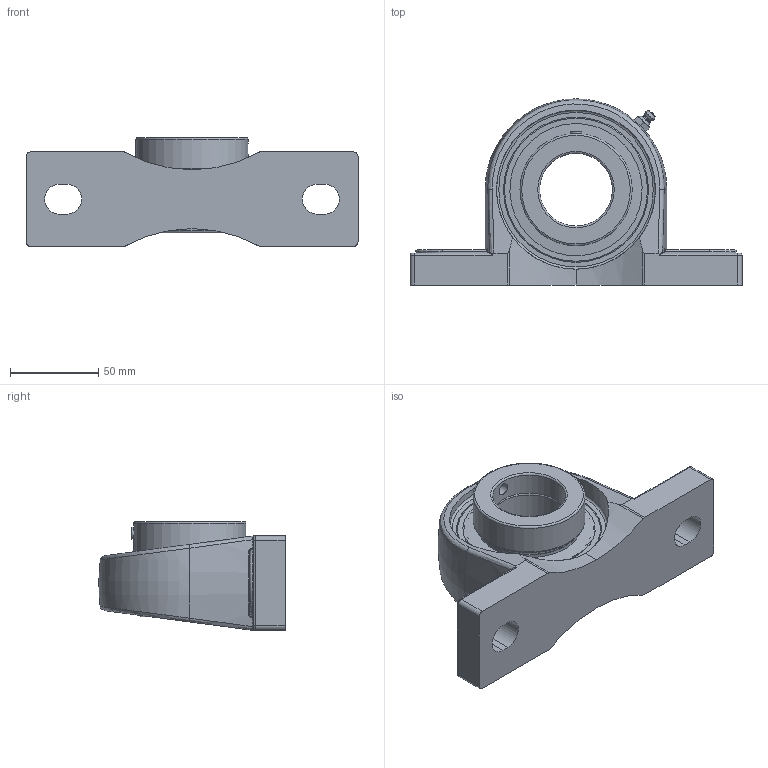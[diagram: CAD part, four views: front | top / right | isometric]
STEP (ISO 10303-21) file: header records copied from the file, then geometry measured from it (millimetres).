
FILE_DESCRIPTION(('HOOPS Exchange Step'),'2;1');
FILE_NAME('export-662BAD2D-0C64-42B8-8C4B-558C60C483B4.stp','2019-12-13T14:14:12-08:00',('ibuslach'),('Alibre'),'HOOPS Exchange 2019.2','Alibre','Unknown authorisation');
FILE_SCHEMA( ('AP242_MANAGED_MODEL_BASED_3D_ENGINEERING_MIM_LF {1 0 10303 442 1 1 4 }') );
Length unit declared in the file: centimetre
Products named in the file (8): UCP ZERK 6mm; MRN SP 209; SNC 209-26 RACES; SNC 209 SHIELD; SNC 209-26 COLLAR; SNC 207 SS; MRN SNC 209-26; MRN SNCP 209-26
Assembly tree (8 placements, depth 3):
  MRN SNCP 209-26
    UCP ZERK 6mm
    MRN SP 209
    MRN SNC 209-26
      SNC 209-26 RACES
      SNC 209 SHIELD  x2
      SNC 209-26 COLLAR
      SNC 207 SS
Bounding box: 188 x 105.49 x 61.64 mm (x, y, z)
Volume: 335834.3 mm3; surface area: 96301.5 mm2
Topology: 8 solids, 8 shells, 212 faces, 557 edges, 355 vertices
Faces by surface type: cylinder 72, plane 60, torus 31, bspline 22, cone 18, sphere 9
Full cylindrical faces by diameter (mm): 2.26 x2, 6 x2, 6.782 x3, 41.275 x2, 50.292 x2, 57.15 x4, 57.912 x2, 63.5 x1, 71.381 x2, 74.93 x2, 90 x2
Entity records: 15106 total; most frequent: CARTESIAN_POINT 9849, DIRECTION 1095, ORIENTED_EDGE 1056, EDGE_CURVE 528, AXIS2_PLACEMENT_3D 460, VERTEX_POINT 341, CIRCLE 233, EDGE_LOOP 231
